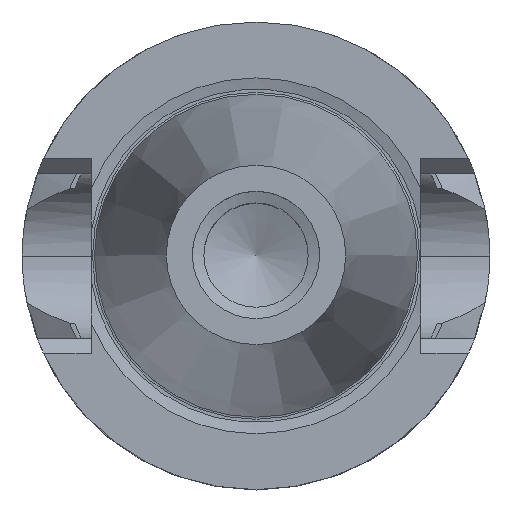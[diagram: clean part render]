
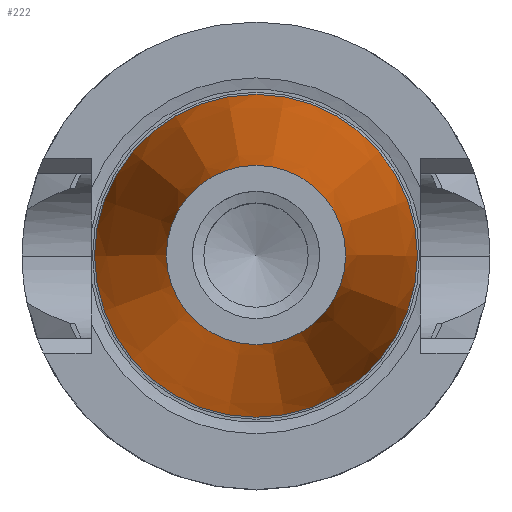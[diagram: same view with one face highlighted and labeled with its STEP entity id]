
A CAD part, top view. The second image highlights one B-rep face of the part: STEP entity #222.
In plain terms, the highlighted conical face has half-angle 8.298 degrees and reference radius 8.816 mm.
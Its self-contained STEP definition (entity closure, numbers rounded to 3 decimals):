
#207=CONICAL_SURFACE('',#870,8.816,8.298);
#222=ADVANCED_FACE('',(#290,#291),#207,.T.);
#290=FACE_BOUND('',#324,.T.);
#291=FACE_BOUND('',#325,.T.);
#324=EDGE_LOOP('',(#390));
#325=EDGE_LOOP('',(#391));
#390=ORIENTED_EDGE('',*,*,#692,.T.);
#391=ORIENTED_EDGE('',*,*,#690,.F.);
#609=VERTEX_POINT('',#1206);
#611=VERTEX_POINT('',#1212);
#690=EDGE_CURVE('',#609,#609,#802,.T.);
#692=EDGE_CURVE('',#611,#611,#804,.T.);
#802=CIRCLE('',#864,15.875);
#804=CIRCLE('',#868,8.816);
#864=AXIS2_PLACEMENT_3D('',#1205,#970,#971);
#868=AXIS2_PLACEMENT_3D('',#1211,#978,#979);
#870=AXIS2_PLACEMENT_3D('',#1214,#982,#983);
#970=DIRECTION('',(0.,0.,-1.));
#971=DIRECTION('',(-1.,0.,0.));
#978=DIRECTION('',(0.,0.,-1.));
#979=DIRECTION('',(-1.,0.,0.));
#982=DIRECTION('',(0.,0.,-1.));
#983=DIRECTION('',(-1.,0.,0.));
#1205=CARTESIAN_POINT('',(0.,0.,0.));
#1206=CARTESIAN_POINT('',(-15.875,0.,0.));
#1211=CARTESIAN_POINT('',(0.,0.,48.4));
#1212=CARTESIAN_POINT('',(-8.816,0.,48.4));
#1214=CARTESIAN_POINT('',(0.,0.,48.4));
